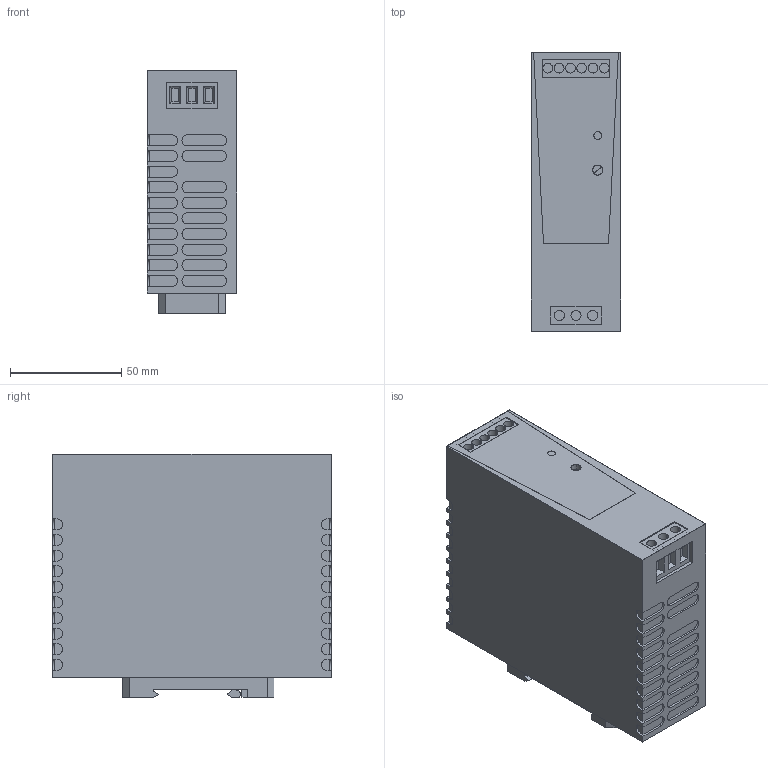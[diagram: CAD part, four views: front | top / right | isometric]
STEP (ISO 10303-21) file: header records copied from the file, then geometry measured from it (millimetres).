
FILE_DESCRIPTION(('CATIA V5 STEP Exchange','CAx-IF Rec.Pracs.--- Model Styling and Organization---1.4--- 2014-01-23'),'2;1');
FILE_NAME ('6482034_7_1469480000_S3D_PRO_ECO_120W_XXX.stp','2019-06-13T12:31:05+00:00',('none'),('Weidmueller'),'CATIA Version 5-6 Release 2016 SP3 HF44','CATIA V5 STEP AP214','none');
FILE_SCHEMA(('AUTOMOTIVE_DESIGN { 1 0 10303 214 1 1 1 1 }'));
Length unit declared in the file: millimetre
Products named in the file (1): 1469480000
Bounding box: 40 x 125 x 109.1 mm (x, y, z)
Volume: 508755.8 mm3; surface area: 65438.5 mm2
Topology: 8 solids, 8 shells, 392 faces, 1014 edges, 676 vertices
Faces by surface type: plane 286, cylinder 106
Entity records: 12643 total; most frequent: CARTESIAN_POINT 2711, ORIENTED_EDGE 2028, DIRECTION 1724, EDGE_CURVE 1014, VECTOR 796, LINE 796, VERTEX_POINT 676, AXIS2_PLACEMENT_3D 559
